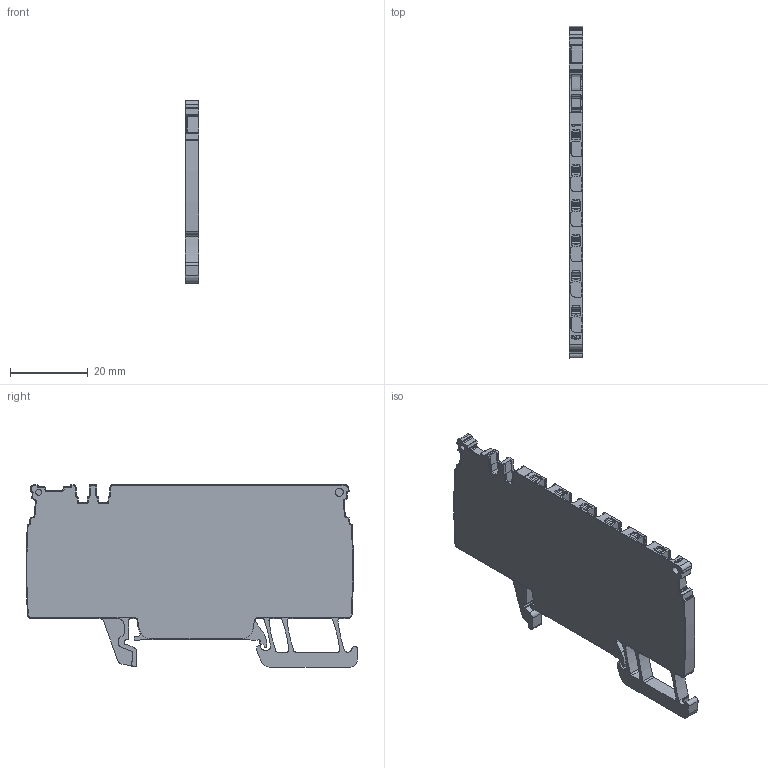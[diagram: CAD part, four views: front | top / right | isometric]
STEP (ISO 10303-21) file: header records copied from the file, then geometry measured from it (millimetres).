
FILE_DESCRIPTION(('CATIA V5 STEP Exchange','CAx-IF Rec.Pracs.--- Model Styling and Organization---1.5--- 2016-08-15','CAx-IF Rec.Pracs.---Supplemental Geometry---1.0---2011-11-01','CAx-IF Rec.Pracs.--- Composite Materials ---1.1---2010-07-15'),'2;1');
FILE_NAME ('1143009-3_2', '2024-05-29T06:39:42+00:00', ('none'), ('Weidmueller'), 'CATIA Version 5-6 Release 2022 SP4 HF5', 'CATIA V5 STEP AP214 v3', 'none');
FILE_SCHEMA(('AUTOMOTIVE_DESIGN { 1 0 10303 214 1 1 1 1 }'));
Length unit declared in the file: millimetre
Products named in the file (1): 2683440000
Bounding box: 3.5 x 85.09 x 46.8 mm (x, y, z)
Volume: 10321.9 mm3; surface area: 8976.5 mm2
Topology: 1 solids, 6 shells, 1098 faces, 3092 edges, 2005 vertices
Faces by surface type: plane 552, cylinder 462, torus 33, cone 28, sphere 23
Entity records: 35099 total; most frequent: CARTESIAN_POINT 6760, ORIENTED_EDGE 6138, DIRECTION 4781, EDGE_CURVE 3069, VERTEX_POINT 2005, VECTOR 1992, LINE 1992, AXIS2_PLACEMENT_3D 1878
